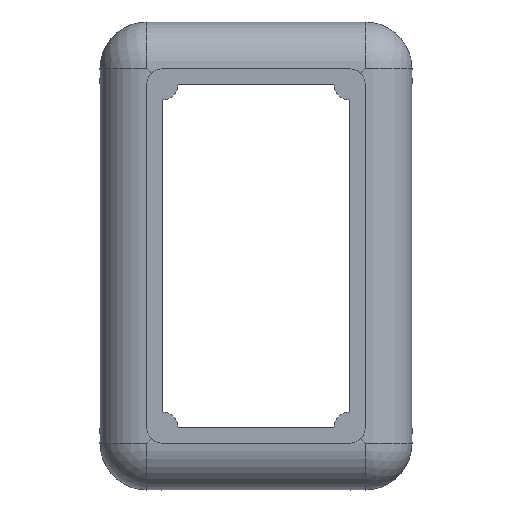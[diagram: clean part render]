
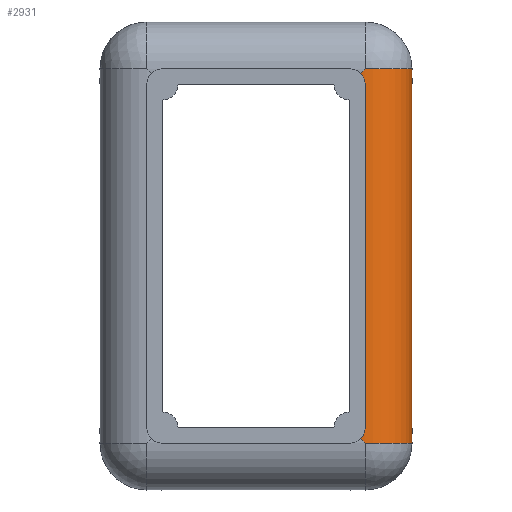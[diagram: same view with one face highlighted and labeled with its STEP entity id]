
A CAD part, left-side view. The second image highlights one B-rep face of the part: STEP entity #2931.
In plain terms, the highlighted cylindrical face has radius 15 mm (diameter 30 mm), a partial arc.
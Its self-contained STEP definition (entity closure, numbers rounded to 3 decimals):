
#51=ELLIPSE('',#3199,21.213,15.);
#53=ELLIPSE('',#3206,21.213,15.);
#54=ELLIPSE('',#3208,21.213,15.);
#55=ELLIPSE('',#3209,21.213,15.);
#92=B_SPLINE_CURVE_WITH_KNOTS('',3,(#4945,#4946,#4947,#4948,#4949,#4950),
 .UNSPECIFIED.,.F.,.F.,(4,2,4),(1.199,1.388,1.576),
 .UNSPECIFIED.);
#94=B_SPLINE_CURVE_WITH_KNOTS('',3,(#4964,#4965,#4966,#4967,#4968,#4969),
 .UNSPECIFIED.,.F.,.F.,(4,2,4),(0.,0.188,0.377),
 .UNSPECIFIED.);
#96=B_SPLINE_CURVE_WITH_KNOTS('',3,(#4981,#4982,#4983,#4984,#4985,#4986),
 .UNSPECIFIED.,.F.,.F.,(4,2,4),(2.775,2.964,3.152),
 .UNSPECIFIED.);
#98=B_SPLINE_CURVE_WITH_KNOTS('',3,(#5000,#5001,#5002,#5003,#5004,#5005),
 .UNSPECIFIED.,.F.,.F.,(4,2,4),(1.576,1.765,1.953),
 .UNSPECIFIED.);
#203=CIRCLE('',#3204,15.);
#204=CIRCLE('',#3207,15.);
#284=CYLINDRICAL_SURFACE('',#3205,15.);
#411=FACE_OUTER_BOUND('',#566,.T.);
#566=EDGE_LOOP('',(#2388,#2389,#2390,#2391,#2392,#2393,#2394,#2395,#2396,
#2397,#2398,#2399));
#822=LINE('',#5019,#1074);
#823=LINE('',#5025,#1075);
#1074=VECTOR('',#3926,10.);
#1075=VECTOR('',#3933,10.);
#1354=VERTEX_POINT('',#4937);
#1355=VERTEX_POINT('',#4944);
#1356=VERTEX_POINT('',#4953);
#1358=VERTEX_POINT('',#4962);
#1360=VERTEX_POINT('',#4973);
#1361=VERTEX_POINT('',#4980);
#1362=VERTEX_POINT('',#4989);
#1364=VERTEX_POINT('',#4998);
#1365=VERTEX_POINT('',#5009);
#1367=VERTEX_POINT('',#5015);
#1368=VERTEX_POINT('',#5020);
#1369=VERTEX_POINT('',#5022);
#1745=EDGE_CURVE('',#1355,#1354,#92,.F.);
#1750=EDGE_CURVE('',#1358,#1356,#94,.T.);
#1753=EDGE_CURVE('',#1361,#1360,#96,.F.);
#1758=EDGE_CURVE('',#1364,#1362,#98,.T.);
#1760=EDGE_CURVE('',#1362,#1365,#51,.T.);
#1764=EDGE_CURVE('',#1367,#1365,#203,.T.);
#1765=EDGE_CURVE('',#1361,#1364,#822,.T.);
#1766=EDGE_CURVE('',#1360,#1368,#53,.F.);
#1767=EDGE_CURVE('',#1368,#1369,#204,.T.);
#1768=EDGE_CURVE('',#1356,#1369,#54,.T.);
#1769=EDGE_CURVE('',#1355,#1358,#823,.T.);
#1770=EDGE_CURVE('',#1354,#1367,#55,.F.);
#2388=ORIENTED_EDGE('',*,*,#1764,.T.);
#2389=ORIENTED_EDGE('',*,*,#1760,.F.);
#2390=ORIENTED_EDGE('',*,*,#1758,.F.);
#2391=ORIENTED_EDGE('',*,*,#1765,.F.);
#2392=ORIENTED_EDGE('',*,*,#1753,.T.);
#2393=ORIENTED_EDGE('',*,*,#1766,.T.);
#2394=ORIENTED_EDGE('',*,*,#1767,.T.);
#2395=ORIENTED_EDGE('',*,*,#1768,.F.);
#2396=ORIENTED_EDGE('',*,*,#1750,.F.);
#2397=ORIENTED_EDGE('',*,*,#1769,.F.);
#2398=ORIENTED_EDGE('',*,*,#1745,.T.);
#2399=ORIENTED_EDGE('',*,*,#1770,.T.);
#2931=ADVANCED_FACE('',(#411),#284,.T.);
#3199=AXIS2_PLACEMENT_3D('',#5010,#3912,#3913);
#3204=AXIS2_PLACEMENT_3D('',#5017,#3922,#3923);
#3205=AXIS2_PLACEMENT_3D('',#5018,#3924,#3925);
#3206=AXIS2_PLACEMENT_3D('',#5021,#3927,#3928);
#3207=AXIS2_PLACEMENT_3D('',#5023,#3929,#3930);
#3208=AXIS2_PLACEMENT_3D('',#5024,#3931,#3932);
#3209=AXIS2_PLACEMENT_3D('',#5026,#3934,#3935);
#3912=DIRECTION('center_axis',(0.707,0.,-0.707));
#3913=DIRECTION('ref_axis',(-0.707,0.,-0.707));
#3922=DIRECTION('center_axis',(0.,0.,1.));
#3923=DIRECTION('ref_axis',(-0.707,-0.707,0.));
#3924=DIRECTION('center_axis',(0.,0.,1.));
#3925=DIRECTION('ref_axis',(-0.707,-0.707,0.));
#3926=DIRECTION('',(0.,0.,-1.));
#3927=DIRECTION('center_axis',(0.707,0.,0.707));
#3928=DIRECTION('ref_axis',(-0.707,0.,0.707));
#3929=DIRECTION('center_axis',(0.,0.,-1.));
#3930=DIRECTION('ref_axis',(-0.707,-0.707,0.));
#3931=DIRECTION('center_axis',(0.,0.707,0.707));
#3932=DIRECTION('ref_axis',(0.,-0.707,0.707));
#3933=DIRECTION('',(0.,0.,1.));
#3934=DIRECTION('center_axis',(0.,0.707,-0.707));
#3935=DIRECTION('ref_axis',(0.,-0.707,-0.707));
#4937=CARTESIAN_POINT('',(-149.928,-33.536,-58.536));
#4944=CARTESIAN_POINT('',(-150.,-35.,-55.));
#4945=CARTESIAN_POINT('Ctrl Pts',(-149.928,-33.536,-58.536));
#4946=CARTESIAN_POINT('Ctrl Pts',(-149.972,-33.979,-58.092));
#4947=CARTESIAN_POINT('Ctrl Pts',(-149.989,-34.364,-57.53));
#4948=CARTESIAN_POINT('Ctrl Pts',(-150.002,-34.874,-56.298));
#4949=CARTESIAN_POINT('Ctrl Pts',(-150.,-35.,-55.628));
#4950=CARTESIAN_POINT('Ctrl Pts',(-150.,-35.,-55.));
#4953=CARTESIAN_POINT('',(-149.928,-33.536,58.536));
#4962=CARTESIAN_POINT('',(-150.,-35.,55.));
#4964=CARTESIAN_POINT('Ctrl Pts',(-150.,-35.,55.));
#4965=CARTESIAN_POINT('Ctrl Pts',(-150.,-35.,55.628));
#4966=CARTESIAN_POINT('Ctrl Pts',(-150.002,-34.874,56.298));
#4967=CARTESIAN_POINT('Ctrl Pts',(-149.989,-34.364,57.53));
#4968=CARTESIAN_POINT('Ctrl Pts',(-149.972,-33.979,58.092));
#4969=CARTESIAN_POINT('Ctrl Pts',(-149.928,-33.536,58.536));
#4973=CARTESIAN_POINT('',(-133.536,-49.928,58.536));
#4980=CARTESIAN_POINT('',(-135.,-50.,55.));
#4981=CARTESIAN_POINT('Ctrl Pts',(-133.536,-49.928,58.536));
#4982=CARTESIAN_POINT('Ctrl Pts',(-133.979,-49.972,58.092));
#4983=CARTESIAN_POINT('Ctrl Pts',(-134.364,-49.989,57.53));
#4984=CARTESIAN_POINT('Ctrl Pts',(-134.874,-50.002,56.298));
#4985=CARTESIAN_POINT('Ctrl Pts',(-135.,-50.,55.628));
#4986=CARTESIAN_POINT('Ctrl Pts',(-135.,-50.,55.));
#4989=CARTESIAN_POINT('',(-133.536,-49.928,-58.536));
#4998=CARTESIAN_POINT('',(-135.,-50.,-55.));
#5000=CARTESIAN_POINT('Ctrl Pts',(-135.,-50.,-55.));
#5001=CARTESIAN_POINT('Ctrl Pts',(-135.,-50.,-55.628));
#5002=CARTESIAN_POINT('Ctrl Pts',(-134.874,-50.002,-56.298));
#5003=CARTESIAN_POINT('Ctrl Pts',(-134.364,-49.989,-57.53));
#5004=CARTESIAN_POINT('Ctrl Pts',(-133.979,-49.972,-58.092));
#5005=CARTESIAN_POINT('Ctrl Pts',(-133.536,-49.928,-58.536));
#5009=CARTESIAN_POINT('',(-135.,-50.,-60.));
#5010=CARTESIAN_POINT('Origin',(-135.,-35.,-60.));
#5015=CARTESIAN_POINT('',(-150.,-35.,-60.));
#5017=CARTESIAN_POINT('Origin',(-135.,-35.,-60.));
#5018=CARTESIAN_POINT('Origin',(-135.,-35.,75.));
#5019=CARTESIAN_POINT('',(-135.,-50.,67.5));
#5020=CARTESIAN_POINT('',(-135.,-50.,60.));
#5021=CARTESIAN_POINT('Origin',(-135.,-35.,60.));
#5022=CARTESIAN_POINT('',(-150.,-35.,60.));
#5023=CARTESIAN_POINT('Origin',(-135.,-35.,60.));
#5024=CARTESIAN_POINT('Origin',(-135.,-35.,60.));
#5025=CARTESIAN_POINT('',(-150.,-35.,67.5));
#5026=CARTESIAN_POINT('Origin',(-135.,-35.,-60.));
